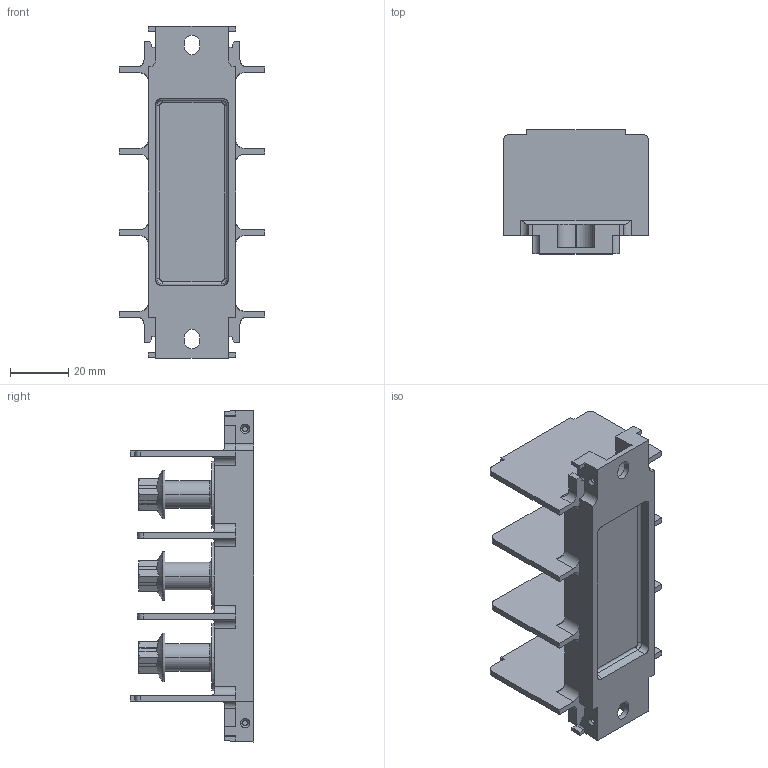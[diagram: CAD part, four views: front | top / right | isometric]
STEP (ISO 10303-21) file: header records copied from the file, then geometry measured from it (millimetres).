
FILE_DESCRIPTION((''),'2;1');
FILE_NAME('32408034003','2020-07-30T',('presta_be4'),(''),'CREO PARAMETRIC BY PTC INC, 2018360','CREO PARAMETRIC BY PTC INC, 2018360','');
FILE_SCHEMA(('CONFIG_CONTROL_DESIGN'));
Length unit declared in the file: millimetre
Products named in the file (1): 32408034003
Bounding box: 50 x 42.5 x 114.2 mm (x, y, z)
Volume: 54082.8 mm3; surface area: 27792.7 mm2
Topology: 1 solids, 1 shells, 365 faces, 998 edges, 647 vertices
Faces by surface type: plane 189, cylinder 112, cone 48, torus 12, bspline 4
Entity records: 12318 total; most frequent: CARTESIAN_POINT 3154, ORIENTED_EDGE 1976, DIRECTION 1814, EDGE_CURVE 988, VERTEX_POINT 647, AXIS2_PLACEMENT_3D 617, VECTOR 580, LINE 580
